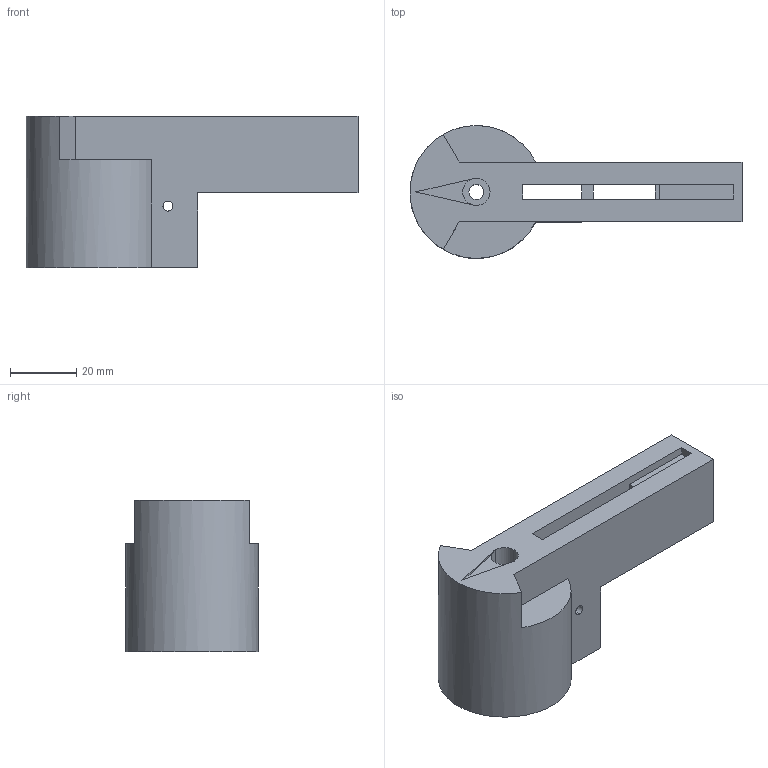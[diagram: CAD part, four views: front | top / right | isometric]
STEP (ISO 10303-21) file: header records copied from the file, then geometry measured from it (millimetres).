
FILE_DESCRIPTION (( 'STEP AP214' ), '1' );
FILE_NAME ('B1 26995042_520534.STEP', '2013-06-26T08:56:34', ( '' ), ( '' ), 'SwSTEP 2.0', 'SolidWorks 2011', '' );
FILE_SCHEMA (( 'AUTOMOTIVE_DESIGN' ));
Length unit declared in the file: millimetre
Products named in the file (1): B1 26995042_520534
Bounding box: 100 x 39.98 x 45.5 mm (x, y, z)
Volume: 63121.1 mm3; surface area: 22139.5 mm2
Topology: 1 solids, 1 shells, 104 faces, 304 edges, 202 vertices
Faces by surface type: plane 89, cylinder 15
Entity records: 4604 total; most frequent: CARTESIAN_POINT 635, ORIENTED_EDGE 608, DIRECTION 532, EDGE_CURVE 304, LINE 270, VECTOR 270, VERTEX_POINT 202, AXIS2_PLACEMENT_3D 131
